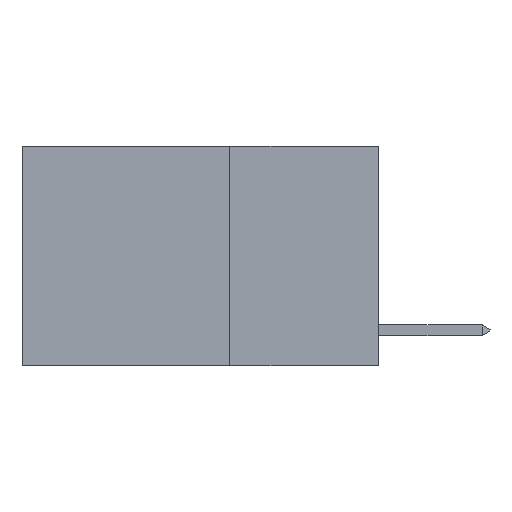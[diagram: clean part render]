
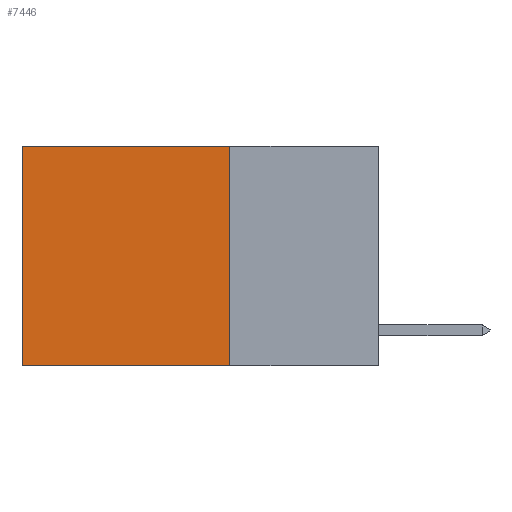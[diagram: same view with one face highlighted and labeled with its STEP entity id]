
A CAD part, left-side view. The second image highlights one B-rep face of the part: STEP entity #7446.
In plain terms, the highlighted planar face has unit normal (-1, 0, 0).
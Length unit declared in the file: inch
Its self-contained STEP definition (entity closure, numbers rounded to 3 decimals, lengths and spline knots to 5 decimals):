
#781 = ORIENTED_EDGE ( 'NONE', *, *, #8959, .F. ) ;
#1122 = EDGE_CURVE ( 'NONE', #3198, #11774, #12936, .T. ) ;
#1412 = FACE_OUTER_BOUND ( 'NONE', #1981, .T. ) ;
#1786 = VERTEX_POINT ( 'NONE', #2735 ) ;
#1875 = CARTESIAN_POINT ( 'NONE',  ( 0.2625, 0.25, 0. ) ) ;
#1981 = EDGE_LOOP ( 'NONE', ( #12770, #781, #2261, #3196 ) ) ;
#2114 = DIRECTION ( 'NONE',  ( 0., 0., -1. ) ) ;
#2261 = ORIENTED_EDGE ( 'NONE', *, *, #13510, .F. ) ;
#2735 = CARTESIAN_POINT ( 'NONE',  ( 0.2625, 0.6, -0.37 ) ) ;
#2757 = EDGE_CURVE ( 'NONE', #11774, #1786, #12860, .T. ) ;
#3196 = ORIENTED_EDGE ( 'NONE', *, *, #1122, .T. ) ;
#3198 = VERTEX_POINT ( 'NONE', #1875 ) ;
#3548 = DIRECTION ( 'NONE',  ( 1., 0., 0. ) ) ;
#4632 = CARTESIAN_POINT ( 'NONE',  ( 0.2625, 0.25, 0. ) ) ;
#4771 = LINE ( 'NONE', #11508, #6780 ) ;
#5115 = LINE ( 'NONE', #6341, #7481 ) ;
#6341 = CARTESIAN_POINT ( 'NONE',  ( 0.2625, 0.25, -0.37 ) ) ;
#6780 = VECTOR ( 'NONE', #11370, 39.37008 ) ;
#7446 = ADVANCED_FACE ( 'NONE', ( #1412 ), #7814, .F. ) ;
#7481 = VECTOR ( 'NONE', #8486, 39.37008 ) ;
#7814 = PLANE ( 'NONE',  #11321 ) ;
#7859 = DIRECTION ( 'NONE',  ( 0., 0., -1. ) ) ;
#8016 = DIRECTION ( 'NONE',  ( 0., 1., 0. ) ) ;
#8250 = VECTOR ( 'NONE', #2114, 39.37008 ) ;
#8486 = DIRECTION ( 'NONE',  ( 0., 1., 0. ) ) ;
#8828 = CARTESIAN_POINT ( 'NONE',  ( 0.2625, 0.25, 0. ) ) ;
#8959 = EDGE_CURVE ( 'NONE', #11812, #1786, #5115, .T. ) ;
#9173 = VECTOR ( 'NONE', #8016, 39.37008 ) ;
#10550 = CARTESIAN_POINT ( 'NONE',  ( 0.2625, 0.6, 0. ) ) ;
#11321 = AXIS2_PLACEMENT_3D ( 'NONE', #8828, #3548, #7859 ) ;
#11370 = DIRECTION ( 'NONE',  ( 0., 0., -1. ) ) ;
#11508 = CARTESIAN_POINT ( 'NONE',  ( 0.2625, 0.25, 0. ) ) ;
#11774 = VERTEX_POINT ( 'NONE', #12658 ) ;
#11812 = VERTEX_POINT ( 'NONE', #13736 ) ;
#12658 = CARTESIAN_POINT ( 'NONE',  ( 0.2625, 0.6, 0. ) ) ;
#12770 = ORIENTED_EDGE ( 'NONE', *, *, #2757, .T. ) ;
#12860 = LINE ( 'NONE', #10550, #8250 ) ;
#12936 = LINE ( 'NONE', #4632, #9173 ) ;
#13510 = EDGE_CURVE ( 'NONE', #3198, #11812, #4771, .T. ) ;
#13736 = CARTESIAN_POINT ( 'NONE',  ( 0.2625, 0.25, -0.37 ) ) ;
